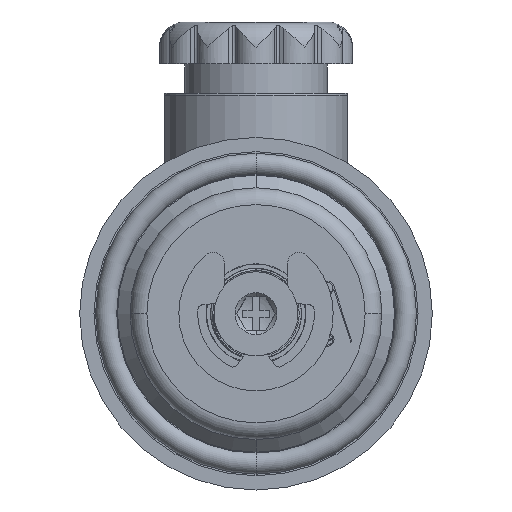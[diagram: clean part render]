
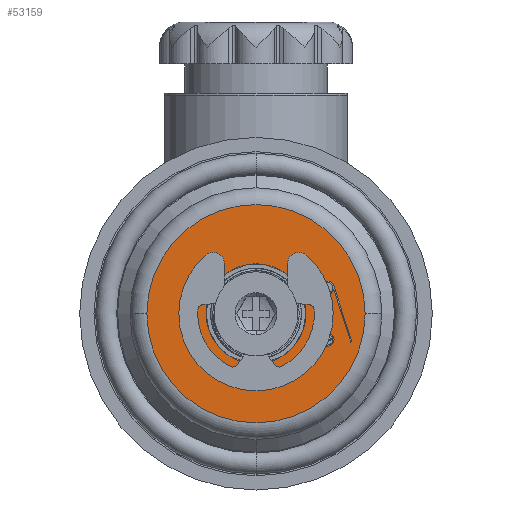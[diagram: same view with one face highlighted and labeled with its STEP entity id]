
A CAD part, front view. The second image highlights one B-rep face of the part: STEP entity #53159.
In plain terms, the highlighted planar face has unit normal (0, -1, 0).
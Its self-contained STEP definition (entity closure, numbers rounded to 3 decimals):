
#79 = ORIENTED_EDGE ( 'NONE', *, *, #47071, .F. ) ;
#776 = CARTESIAN_POINT ( 'NONE',  ( 9.261, -149.4, 3.333 ) ) ;
#928 = DIRECTION ( 'NONE',  ( -1., 0., 0. ) ) ;
#1311 = DIRECTION ( 'NONE',  ( -1., 0., 0. ) ) ;
#1543 = DIRECTION ( 'NONE',  ( 0., 1., 0. ) ) ;
#1911 = EDGE_CURVE ( 'NONE', #38037, #48805, #53761, .T. ) ;
#3026 = DIRECTION ( 'NONE',  ( 0., -1., 0. ) ) ;
#3357 = VERTEX_POINT ( 'NONE', #37882 ) ;
#3637 = DIRECTION ( 'NONE',  ( 0.951, 0., 0.309 ) ) ;
#3640 = DIRECTION ( 'NONE',  ( 0.309, 0., -0.951 ) ) ;
#3960 = CARTESIAN_POINT ( 'NONE',  ( 9.262, -149.4, 2.843 ) ) ;
#4714 = CARTESIAN_POINT ( 'NONE',  ( 7.7, -149.4, 3.086 ) ) ;
#5086 = FACE_BOUND ( 'NONE', #43239, .T. ) ;
#6178 = LINE ( 'NONE', #776, #36918 ) ;
#6740 = DIRECTION ( 'NONE',  ( 0., -1., 0. ) ) ;
#6911 = DIRECTION ( 'NONE',  ( 0., 1., 0. ) ) ;
#8395 = CARTESIAN_POINT ( 'NONE',  ( 11.281, -149.4, -3.371 ) ) ;
#8602 = CIRCLE ( 'NONE', #21860, 5.95 ) ;
#9087 = ORIENTED_EDGE ( 'NONE', *, *, #41928, .F. ) ;
#9243 = EDGE_CURVE ( 'NONE', #25517, #35397, #8602, .T. ) ;
#9901 = VECTOR ( 'NONE', #3640, 1000. ) ;
#10006 = ORIENTED_EDGE ( 'NONE', *, *, #1911, .F. ) ;
#10120 = VERTEX_POINT ( 'NONE', #40986 ) ;
#10251 = ORIENTED_EDGE ( 'NONE', *, *, #53706, .F. ) ;
#10851 = DIRECTION ( 'NONE',  ( 0., -1., 0. ) ) ;
#12420 = CIRCLE ( 'NONE', #28710, 0.8 ) ;
#12500 = ORIENTED_EDGE ( 'NONE', *, *, #53381, .T. ) ;
#12880 = CARTESIAN_POINT ( 'NONE',  ( 9.262, -149.4, 2.843 ) ) ;
#13988 = VERTEX_POINT ( 'NONE', #12880 ) ;
#14107 = VERTEX_POINT ( 'NONE', #43423 ) ;
#14415 = AXIS2_PLACEMENT_3D ( 'NONE', #31206, #10851, #1311 ) ;
#15430 = CARTESIAN_POINT ( 'NONE',  ( 13., -149.4, 0. ) ) ;
#17026 = VERTEX_POINT ( 'NONE', #4714 ) ;
#17852 = EDGE_LOOP ( 'NONE', ( #17933, #22308 ) ) ;
#17933 = ORIENTED_EDGE ( 'NONE', *, *, #31397, .T. ) ;
#20232 = DIRECTION ( 'NONE',  ( -0.309, 0., 0.951 ) ) ;
#20337 = DIRECTION ( 'NONE',  ( 0., -1., 0. ) ) ;
#20428 = CARTESIAN_POINT ( 'NONE',  ( 5.95, -149.4, 0. ) ) ;
#20689 = CARTESIAN_POINT ( 'NONE',  ( 0., -149.4, 5.95 ) ) ;
#21045 = CIRCLE ( 'NONE', #45567, 13. ) ;
#21860 = AXIS2_PLACEMENT_3D ( 'NONE', #32658, #6911, #41278 ) ;
#22308 = ORIENTED_EDGE ( 'NONE', *, *, #33938, .T. ) ;
#23861 = EDGE_CURVE ( 'NONE', #3357, #10120, #6178, .T. ) ;
#24004 = CARTESIAN_POINT ( 'NONE',  ( -5.95, -149.4, 0. ) ) ;
#24418 = CARTESIAN_POINT ( 'NONE',  ( -13., -149.4, 0. ) ) ;
#24836 = DIRECTION ( 'NONE',  ( -1., 0., 0. ) ) ;
#24996 = CIRCLE ( 'NONE', #44263, 0.8 ) ;
#25040 = CIRCLE ( 'NONE', #49411, 13. ) ;
#25285 = AXIS2_PLACEMENT_3D ( 'NONE', #32280, #37384, #47584 ) ;
#25517 = VERTEX_POINT ( 'NONE', #20428 ) ;
#26278 = AXIS2_PLACEMENT_3D ( 'NONE', #43821, #58541, #29181 ) ;
#26603 = CARTESIAN_POINT ( 'NONE',  ( 8.5, -149.4, 3.086 ) ) ;
#28710 = AXIS2_PLACEMENT_3D ( 'NONE', #26603, #3026, #45699 ) ;
#29132 = ORIENTED_EDGE ( 'NONE', *, *, #23861, .F. ) ;
#29181 = DIRECTION ( 'NONE',  ( -1., 0., 0. ) ) ;
#29269 = PLANE ( 'NONE',  #57869 ) ;
#29371 = CARTESIAN_POINT ( 'NONE',  ( 7.7, -149.4, -3.086 ) ) ;
#30627 = EDGE_CURVE ( 'NONE', #48805, #38037, #24996, .T. ) ;
#30950 = DIRECTION ( 'NONE',  ( -1., 0., 0. ) ) ;
#31206 = CARTESIAN_POINT ( 'NONE',  ( 8.5, -149.4, 3.086 ) ) ;
#31397 = EDGE_CURVE ( 'NONE', #33169, #47645, #25040, .T. ) ;
#32280 = CARTESIAN_POINT ( 'NONE',  ( 8.5, -149.4, -3.086 ) ) ;
#32658 = CARTESIAN_POINT ( 'NONE',  ( 0., -149.4, 0. ) ) ;
#33169 = VERTEX_POINT ( 'NONE', #24418 ) ;
#33724 = CIRCLE ( 'NONE', #14415, 0.8 ) ;
#33938 = EDGE_CURVE ( 'NONE', #47645, #33169, #21045, .T. ) ;
#35397 = VERTEX_POINT ( 'NONE', #24004 ) ;
#35561 = DIRECTION ( 'NONE',  ( -1., 0., 0. ) ) ;
#35809 = ORIENTED_EDGE ( 'NONE', *, *, #30627, .F. ) ;
#36493 = ORIENTED_EDGE ( 'NONE', *, *, #47366, .F. ) ;
#36918 = VECTOR ( 'NONE', #20232, 1000. ) ;
#37384 = DIRECTION ( 'NONE',  ( 0., -1., 0. ) ) ;
#37882 = CARTESIAN_POINT ( 'NONE',  ( 11.424, -149.4, -3.324 ) ) ;
#38037 = VERTEX_POINT ( 'NONE', #59105 ) ;
#38409 = ORIENTED_EDGE ( 'NONE', *, *, #9243, .T. ) ;
#39144 = FACE_BOUND ( 'NONE', #39419, .T. ) ;
#39419 = EDGE_LOOP ( 'NONE', ( #35809, #10006 ) ) ;
#40504 = CIRCLE ( 'NONE', #26278, 5.95 ) ;
#40986 = CARTESIAN_POINT ( 'NONE',  ( 9.261, -149.4, 3.333 ) ) ;
#41278 = DIRECTION ( 'NONE',  ( -1., 0., 0. ) ) ;
#41538 = LINE ( 'NONE', #8395, #51733 ) ;
#41928 = EDGE_CURVE ( 'NONE', #14107, #3357, #41538, .T. ) ;
#43239 = EDGE_LOOP ( 'NONE', ( #12500, #38409 ) ) ;
#43423 = CARTESIAN_POINT ( 'NONE',  ( 11.281, -149.4, -3.371 ) ) ;
#43821 = CARTESIAN_POINT ( 'NONE',  ( 0., -149.4, 0. ) ) ;
#44263 = AXIS2_PLACEMENT_3D ( 'NONE', #45906, #6740, #30950 ) ;
#45567 = AXIS2_PLACEMENT_3D ( 'NONE', #54076, #20337, #35561 ) ;
#45699 = DIRECTION ( 'NONE',  ( -1., 0., 0. ) ) ;
#45906 = CARTESIAN_POINT ( 'NONE',  ( 8.5, -149.4, -3.086 ) ) ;
#47071 = EDGE_CURVE ( 'NONE', #10120, #17026, #33724, .T. ) ;
#47366 = EDGE_CURVE ( 'NONE', #17026, #13988, #12420, .T. ) ;
#47584 = DIRECTION ( 'NONE',  ( -1., 0., 0. ) ) ;
#47645 = VERTEX_POINT ( 'NONE', #15430 ) ;
#48805 = VERTEX_POINT ( 'NONE', #29371 ) ;
#49011 = DIRECTION ( 'NONE',  ( 0., -1., 0. ) ) ;
#49411 = AXIS2_PLACEMENT_3D ( 'NONE', #53168, #49011, #24836 ) ;
#50870 = EDGE_LOOP ( 'NONE', ( #79, #29132, #9087, #10251, #36493 ) ) ;
#51733 = VECTOR ( 'NONE', #3637, 1000. ) ;
#53159 = ADVANCED_FACE ( 'NONE', ( #59890, #5086, #53812, #39144 ), #29269, .F. ) ;
#53168 = CARTESIAN_POINT ( 'NONE',  ( 0., -149.4, 0. ) ) ;
#53381 = EDGE_CURVE ( 'NONE', #35397, #25517, #40504, .T. ) ;
#53706 = EDGE_CURVE ( 'NONE', #13988, #14107, #61979, .T. ) ;
#53761 = CIRCLE ( 'NONE', #25285, 0.8 ) ;
#53812 = FACE_BOUND ( 'NONE', #50870, .T. ) ;
#54076 = CARTESIAN_POINT ( 'NONE',  ( 0., -149.4, 0. ) ) ;
#57869 = AXIS2_PLACEMENT_3D ( 'NONE', #20689, #1543, #928 ) ;
#58541 = DIRECTION ( 'NONE',  ( 0., 1., 0. ) ) ;
#59105 = CARTESIAN_POINT ( 'NONE',  ( 9.3, -149.4, -3.086 ) ) ;
#59890 = FACE_OUTER_BOUND ( 'NONE', #17852, .T. ) ;
#61979 = LINE ( 'NONE', #3960, #9901 ) ;
